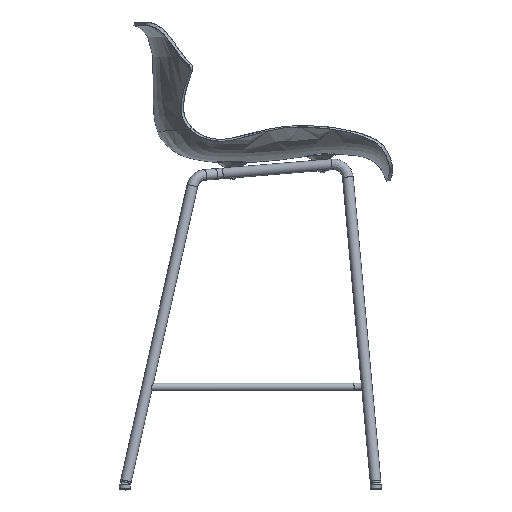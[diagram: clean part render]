
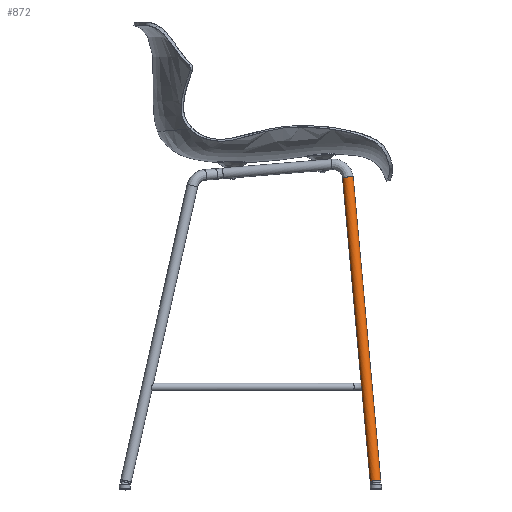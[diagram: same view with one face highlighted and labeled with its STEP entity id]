
A CAD part, left-side view. The second image highlights one B-rep face of the part: STEP entity #872.
In plain terms, the highlighted cylindrical face has radius 10 mm (diameter 20 mm), a full revolution.
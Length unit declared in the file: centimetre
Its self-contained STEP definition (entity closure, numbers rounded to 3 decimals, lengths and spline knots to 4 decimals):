
#76=CYLINDRICAL_SURFACE('',#3126,1.);
#202=(
BOUNDED_CURVE()
B_SPLINE_CURVE(2,(#59433,#59434,#59435,#59436,#59437,#59438,#59439,#59440,
#59441),.UNSPECIFIED.,.T.,.F.)
B_SPLINE_CURVE_WITH_KNOTS((3,2,2,2,3),(0.,2.,4.,
6.,8.),.UNSPECIFIED.)
CURVE()
GEOMETRIC_REPRESENTATION_ITEM()
RATIONAL_B_SPLINE_CURVE((1.,0.707,1.,0.707,1.,0.707,
1.,0.707,1.))
REPRESENTATION_ITEM('')
);
#203=(
BOUNDED_CURVE()
B_SPLINE_CURVE(2,(#59442,#59443,#59444,#59445,#59446,#59447,#59448,#59449,
#59450,#59451,#59452,#59453,#59454,#59455,#59456),.UNSPECIFIED.,.T.,.F.)
B_SPLINE_CURVE_WITH_KNOTS((3,2,2,2,2,2,2,3),(0.,1.7858,1.899,
3.899,5.6053,5.7637,7.7637,7.7637),
 .UNSPECIFIED.)
CURVE()
GEOMETRIC_REPRESENTATION_ITEM()
RATIONAL_B_SPLINE_CURVE((1.,0.73,0.958,0.977,
1.,0.707,1.,0.739,0.943,0.968,
1.,0.707,1.,1.,1.))
REPRESENTATION_ITEM('')
);
#872=ADVANCED_FACE('',(#1039),#76,.T.);
#1039=FACE_OUTER_BOUND('',#1198,.T.);
#1198=EDGE_LOOP('',(#1545,#1546,#1547,#1548));
#1545=ORIENTED_EDGE('',*,*,#2082,.T.);
#1546=ORIENTED_EDGE('',*,*,#2084,.T.);
#1547=ORIENTED_EDGE('',*,*,#2083,.T.);
#1548=ORIENTED_EDGE('',*,*,#2084,.F.);
#2082=EDGE_CURVE('',#2824,#2824,#202,.T.);
#2083=EDGE_CURVE('',#2825,#2825,#203,.T.);
#2084=EDGE_CURVE('',#2824,#2825,#2518,.T.);
#2518=B_SPLINE_CURVE_WITH_KNOTS('',1,(#59457,#59458),.UNSPECIFIED.,.F.,
 .F.,(2,2),(6.309,63.9794),.UNSPECIFIED.);
#2824=VERTEX_POINT('',#59431);
#2825=VERTEX_POINT('',#59432);
#3126=AXIS2_PLACEMENT_3D('',#59430,#3233,$);
#3233=DIRECTION('',(-0.121,-0.09,-0.989));
#59430=CARTESIAN_POINT('',(3.5756,3.6523,29.822));
#59431=CARTESIAN_POINT('',(7.2231,5.2574,58.3892));
#59432=CARTESIAN_POINT('',(0.2601,0.0786,1.3754));
#59433=CARTESIAN_POINT('',(7.2231,5.2574,58.3892));
#59434=CARTESIAN_POINT('',(6.2446,5.1005,58.523));
#59435=CARTESIAN_POINT('',(6.0775,6.0841,58.454));
#59436=CARTESIAN_POINT('',(5.9104,7.0676,58.3851));
#59437=CARTESIAN_POINT('',(6.8889,7.2245,58.2513));
#59438=CARTESIAN_POINT('',(7.8675,7.3813,58.1176));
#59439=CARTESIAN_POINT('',(8.0346,6.3978,58.1865));
#59440=CARTESIAN_POINT('',(8.2016,5.4143,58.2555));
#59441=CARTESIAN_POINT('',(7.2231,5.2574,58.3892));
#59442=CARTESIAN_POINT('',(0.2601,0.0786,1.3754));
#59443=CARTESIAN_POINT('',(1.1338,0.2187,1.256));
#59444=CARTESIAN_POINT('',(1.0841,1.1071,1.1814));
#59445=CARTESIAN_POINT('',(1.081,1.1633,1.1767));
#59446=CARTESIAN_POINT('',(1.0715,1.219,1.1728));
#59447=CARTESIAN_POINT('',(0.9045,2.2025,1.1038));
#59448=CARTESIAN_POINT('',(-0.0741,2.0457,1.2376));
#59449=CARTESIAN_POINT('',(-0.9089,1.9118,1.3517));
#59450=CARTESIAN_POINT('',(-0.8996,1.0621,1.4277));
#59451=CARTESIAN_POINT('',(-0.8987,0.9832,1.4348));
#59452=CARTESIAN_POINT('',(-0.8855,0.9053,1.4403));
#59453=CARTESIAN_POINT('',(-0.7184,-0.0783,1.5092));
#59454=CARTESIAN_POINT('',(0.2601,0.0786,1.3754));
#59455=CARTESIAN_POINT('',(0.2601,0.0786,1.3754));
#59456=CARTESIAN_POINT('',(0.2601,0.0786,1.3754));
#59457=CARTESIAN_POINT('',(7.2231,5.2574,58.3892));
#59458=CARTESIAN_POINT('',(0.2601,0.0786,1.3754));
